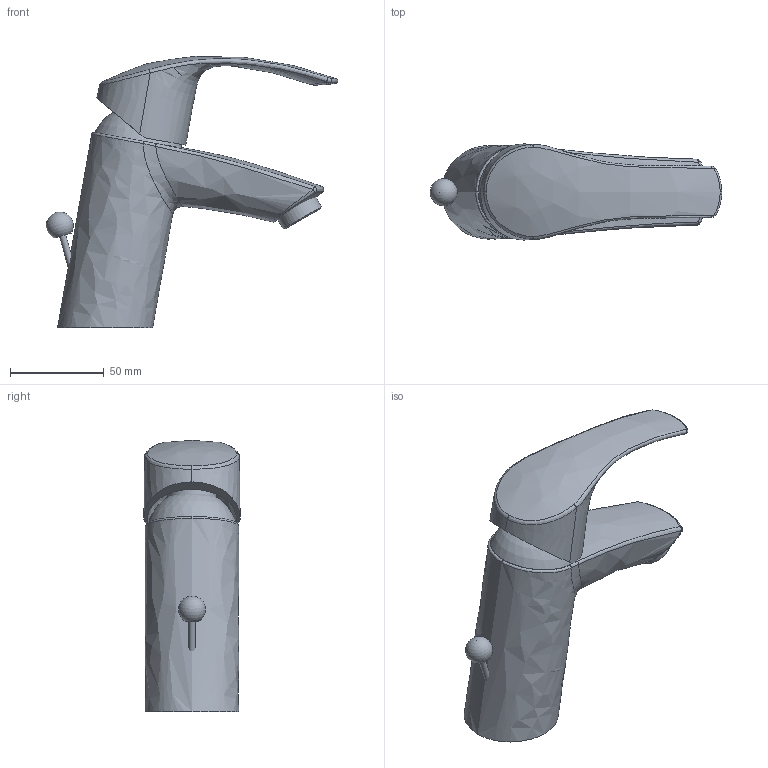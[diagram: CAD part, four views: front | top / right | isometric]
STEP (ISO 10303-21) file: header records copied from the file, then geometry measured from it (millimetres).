
FILE_DESCRIPTION(/* description */ ('Unknown'),/* implementation_level */ '2;1');
FILE_NAME(/* name */ '32926002',/* time_stamp */ '2022-09-07T17:54:17+02:00',/* author */ ('Unknown'),/* organization */ ('GROHE AG'),/* preprocessor_version */ 'ST-DEVELOPER v16.7',/* originating_system */ 'DEX',/* authorisation */ $);
FILE_SCHEMA (('AUTOMOTIVE_DESIGN {1 0 10303 214 3 1 1}'));
Length unit declared in the file: millimetre
Products named in the file (5): 32926002; 130521_NES2011_WB35_Body50mm; id91; 130531_NES2011_Lever35_51mm_Cutout_Lob
Assembly tree (4 placements, depth 2):
  32926002
    32926002
    130521_NES2011_WB35_Body50mm
    id91
    130531_NES2011_Lever35_51mm_Cutout_Lob
Bounding box: 155.7 x 51.39 x 144.8 mm (x, y, z)
Volume: 266689.8 mm3; surface area: 48283.7 mm2
Topology: 2 solids, 7 shells, 46 faces, 123 edges, 81 vertices
Faces by surface type: bspline 31, plane 5, sphere 4, cylinder 4, cone 1, torus 1
Full cylindrical faces by diameter (mm): 3.45 x1, 23.6 x1, 26.1 x1, 45.8 x1
Entity records: 15252 total; most frequent: CARTESIAN_POINT 14144, ORIENTED_EDGE 197, EDGE_CURVE 108, B_SPLINE_CURVE_WITH_KNOTS 85, DIRECTION 84, VERTEX_POINT 75, EDGE_LOOP 55, FACE_BOUND 55
